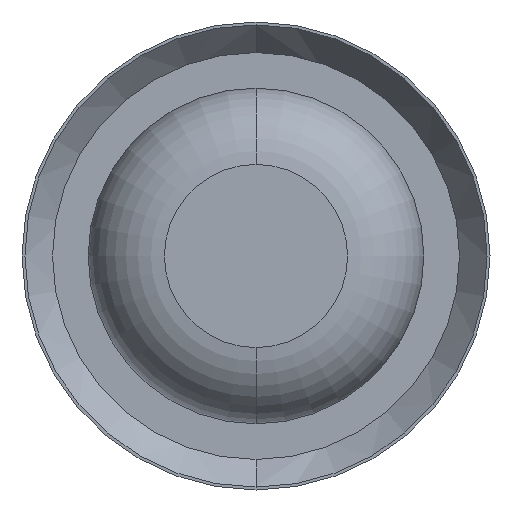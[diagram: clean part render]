
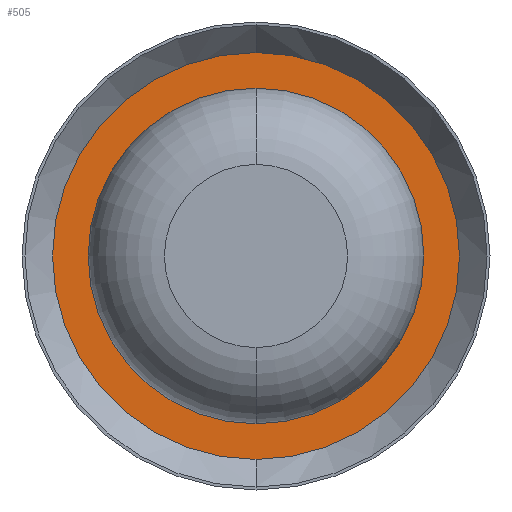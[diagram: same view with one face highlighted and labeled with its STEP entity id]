
A CAD part, front view. The second image highlights one B-rep face of the part: STEP entity #505.
In plain terms, the highlighted planar face has unit normal (0, -1, 0).
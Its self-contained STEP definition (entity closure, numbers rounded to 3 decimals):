
#90 = CARTESIAN_POINT ( 'NONE',  ( 0., -9., 0. ) ) ;
#178 = CARTESIAN_POINT ( 'NONE',  ( 1., -9., 0. ) ) ;
#505 = ADVANCED_FACE ( 'Defeature ausgef�hrt1_5', ( #5632, #2439 ), #842, .F. ) ;
#557 = EDGE_CURVE ( 'Defeature ausgef�hrt1_6+Defeature ausgef�hrt1_5+Defeature ausgef�hrt1_5+Defeature ausgef�hrt1_5', #5724, #4496, #2627, .T. ) ;
#817 = AXIS2_PLACEMENT_3D ( 'NONE', #5843, #2878, #4234 ) ;
#842 = PLANE ( 'NONE',  #817 ) ;
#860 = CARTESIAN_POINT ( 'NONE',  ( 0., -9., 0. ) ) ;
#1188 = VERTEX_POINT ( 'NONE', #4143 ) ;
#1394 = CARTESIAN_POINT ( 'NONE',  ( 0., -9., 0. ) ) ;
#2062 = CARTESIAN_POINT ( 'NONE',  ( -1., -9., 0. ) ) ;
#2091 = DIRECTION ( 'NONE',  ( -1., 0., 0. ) ) ;
#2181 = CIRCLE ( 'NONE', #2420, 0.825 ) ;
#2420 = AXIS2_PLACEMENT_3D ( 'NONE', #2557, #5002, #2091 ) ;
#2439 = FACE_BOUND ( 'NONE', #5301, .T. ) ;
#2530 = DIRECTION ( 'NONE',  ( 0., 1., 0. ) ) ;
#2557 = CARTESIAN_POINT ( 'NONE',  ( 0., -9., 0. ) ) ;
#2562 = ORIENTED_EDGE ( 'NONE', *, *, #5252, .T. ) ;
#2627 = CIRCLE ( 'NONE', #3030, 1. ) ;
#2878 = DIRECTION ( 'NONE',  ( 0., 1., 0. ) ) ;
#3030 = AXIS2_PLACEMENT_3D ( 'NONE', #860, #5329, #6280 ) ;
#3161 = ORIENTED_EDGE ( 'NONE', *, *, #4024, .F. ) ;
#3215 = EDGE_LOOP ( 'NONE', ( #3161, #3500 ) ) ;
#3492 = VERTEX_POINT ( 'NONE', #3783 ) ;
#3500 = ORIENTED_EDGE ( 'NONE', *, *, #557, .F. ) ;
#3502 = CIRCLE ( 'NONE', #6111, 1. ) ;
#3783 = CARTESIAN_POINT ( 'NONE',  ( 0., -9., -0.825 ) ) ;
#3958 = ORIENTED_EDGE ( 'NONE', *, *, #5279, .T. ) ;
#4024 = EDGE_CURVE ( 'Defeature ausgef�hrt1_6+Defeature ausgef�hrt1_5+Defeature ausgef�hrt1_5+Defeature ausgef�hrt1_5', #4496, #5724, #3502, .T. ) ;
#4143 = CARTESIAN_POINT ( 'NONE',  ( 0., -9., 0.825 ) ) ;
#4234 = DIRECTION ( 'NONE',  ( -1., 0., 0. ) ) ;
#4347 = DIRECTION ( 'NONE',  ( -1., 0., 0. ) ) ;
#4419 = AXIS2_PLACEMENT_3D ( 'NONE', #90, #2530, #5542 ) ;
#4496 = VERTEX_POINT ( 'NONE', #2062 ) ;
#4835 = CIRCLE ( 'NONE', #4419, 0.825 ) ;
#4861 = DIRECTION ( 'NONE',  ( 0., 1., 0. ) ) ;
#5002 = DIRECTION ( 'NONE',  ( 0., 1., 0. ) ) ;
#5252 = EDGE_CURVE ( 'Defeature ausgef�hrt1_5+Defeature ausgef�hrt1_1+Defeature ausgef�hrt1_1+Defeature ausgef�hrt1_1', #3492, #1188, #2181, .T. ) ;
#5279 = EDGE_CURVE ( 'Defeature ausgef�hrt1_5+Defeature ausgef�hrt1_1+Defeature ausgef�hrt1_1+Defeature ausgef�hrt1_1', #1188, #3492, #4835, .T. ) ;
#5301 = EDGE_LOOP ( 'NONE', ( #3958, #2562 ) ) ;
#5329 = DIRECTION ( 'NONE',  ( 0., 1., 0. ) ) ;
#5542 = DIRECTION ( 'NONE',  ( -1., 0., 0. ) ) ;
#5632 = FACE_OUTER_BOUND ( 'NONE', #3215, .T. ) ;
#5724 = VERTEX_POINT ( 'NONE', #178 ) ;
#5843 = CARTESIAN_POINT ( 'NONE',  ( 0.825, -9., 0. ) ) ;
#6111 = AXIS2_PLACEMENT_3D ( 'NONE', #1394, #4861, #4347 ) ;
#6280 = DIRECTION ( 'NONE',  ( -1., 0., 0. ) ) ;
